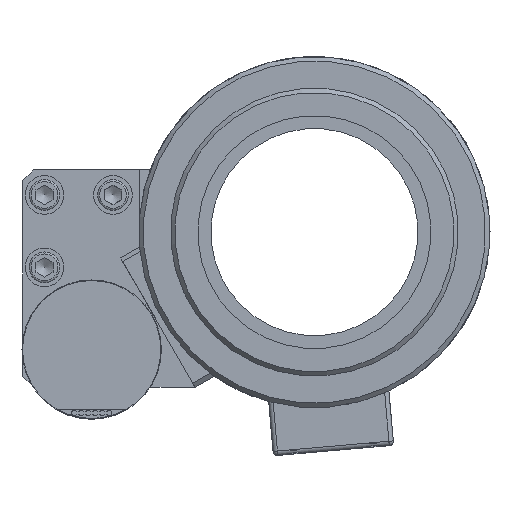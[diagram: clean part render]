
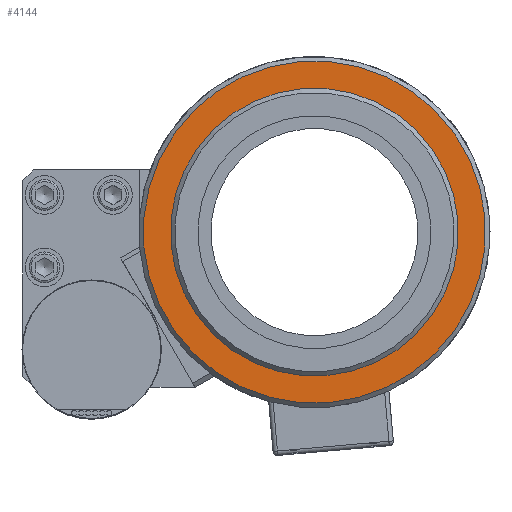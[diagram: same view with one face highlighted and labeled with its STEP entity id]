
A CAD part, left-side view. The second image highlights one B-rep face of the part: STEP entity #4144.
In plain terms, the highlighted face is planar.
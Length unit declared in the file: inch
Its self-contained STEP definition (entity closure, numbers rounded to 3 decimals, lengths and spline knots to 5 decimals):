
#4110=CARTESIAN_POINT('',(-0.78,0.343,0.));
#4111=VERTEX_POINT('',#4110);
#4112=CARTESIAN_POINT('',(0.0,0.343,0.0));
#4113=DIRECTION('',(0.0,1.0,0.0));
#4114=DIRECTION('',(1.0,0.0,0.0));
#4115=AXIS2_PLACEMENT_3D('',#4112,#4113,#4114);
#4116=CIRCLE('',#4115,0.78);
#4117=EDGE_CURVE('',#4111,#4111,#4116,.T.);
#4125=CARTESIAN_POINT('',(-0.69879,0.343,0.0));
#4126=DIRECTION('',(0.0,-1.0,0.0));
#4127=DIRECTION('',(0.0,0.0,-1.0));
#4128=AXIS2_PLACEMENT_3D('',#4125,#4126,#4127);
#4129=PLANE('',#4128);
#4130=ORIENTED_EDGE('',*,*,#4117,.F.);
#4131=EDGE_LOOP('',(#4130));
#4132=FACE_OUTER_BOUND('',#4131,.T.);
#4133=CARTESIAN_POINT('',(-0.59759,0.343,0.0));
#4134=VERTEX_POINT('',#4133);
#4135=CARTESIAN_POINT('',(0.0,0.343,0.0));
#4136=DIRECTION('',(0.0,1.0,0.0));
#4137=DIRECTION('',(-1.0,0.0,0.0));
#4138=AXIS2_PLACEMENT_3D('',#4135,#4136,#4137);
#4139=CIRCLE('',#4138,0.59759);
#4140=EDGE_CURVE('',#4134,#4134,#4139,.T.);
#4141=ORIENTED_EDGE('',*,*,#4140,.T.);
#4142=EDGE_LOOP('',(#4141));
#4143=FACE_BOUND('',#4142,.T.);
#4144=ADVANCED_FACE('',(#4132,#4143),#4129,.T.);
